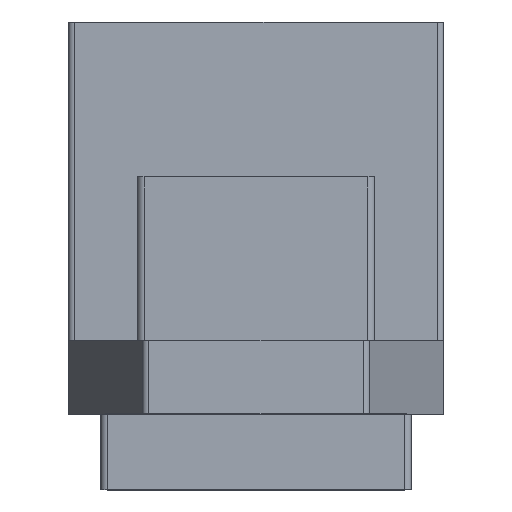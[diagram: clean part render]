
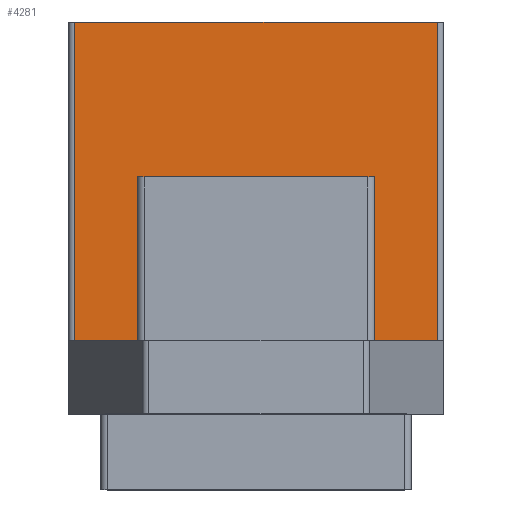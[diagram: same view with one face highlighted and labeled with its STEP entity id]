
A CAD part, top view. The second image highlights one B-rep face of the part: STEP entity #4281.
In plain terms, the highlighted planar face has unit normal (0, 0, 1).
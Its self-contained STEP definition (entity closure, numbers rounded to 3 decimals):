
#387=FACE_OUTER_BOUND('',#649,.T.);
#649=EDGE_LOOP('',(#3279,#3280,#3281,#3282,#3283,#3284,#3285,#3286));
#883=LINE('',#6169,#1346);
#919=LINE('',#6307,#1382);
#928=LINE('',#6334,#1391);
#932=LINE('',#6346,#1395);
#996=LINE('',#6500,#1459);
#998=LINE('',#6503,#1461);
#999=LINE('',#6504,#1462);
#1000=LINE('',#6505,#1463);
#1346=VECTOR('',#4998,11.1);
#1382=VECTOR('',#5124,7.248);
#1391=VECTOR('',#5147,1.926);
#1395=VECTOR('',#5155,1.926);
#1459=VECTOR('',#5289,9.753);
#1461=VECTOR('',#5293,9.753);
#1462=VECTOR('',#5294,5.);
#1463=VECTOR('',#5295,5.);
#1830=VERTEX_POINT('',#6166);
#1831=VERTEX_POINT('',#6168);
#1875=VERTEX_POINT('',#6304);
#1876=VERTEX_POINT('',#6306);
#1886=VERTEX_POINT('',#6331);
#1887=VERTEX_POINT('',#6333);
#1892=VERTEX_POINT('',#6343);
#1893=VERTEX_POINT('',#6345);
#2289=EDGE_CURVE('',#1830,#1831,#883,.T.);
#2349=EDGE_CURVE('',#1876,#1875,#919,.T.);
#2362=EDGE_CURVE('',#1886,#1887,#928,.T.);
#2368=EDGE_CURVE('',#1893,#1892,#932,.T.);
#2448=EDGE_CURVE('',#1831,#1886,#996,.T.);
#2450=EDGE_CURVE('',#1893,#1830,#998,.T.);
#2451=EDGE_CURVE('',#1876,#1892,#999,.T.);
#2452=EDGE_CURVE('',#1875,#1887,#1000,.T.);
#3279=ORIENTED_EDGE('',*,*,#2448,.F.);
#3280=ORIENTED_EDGE('',*,*,#2289,.F.);
#3281=ORIENTED_EDGE('',*,*,#2450,.F.);
#3282=ORIENTED_EDGE('',*,*,#2368,.T.);
#3283=ORIENTED_EDGE('',*,*,#2451,.F.);
#3284=ORIENTED_EDGE('',*,*,#2349,.T.);
#3285=ORIENTED_EDGE('',*,*,#2452,.T.);
#3286=ORIENTED_EDGE('',*,*,#2362,.F.);
#4064=PLANE('',#4617);
#4281=ADVANCED_FACE('',(#387),#4064,.F.);
#4617=AXIS2_PLACEMENT_3D('',#6502,#5291,#5292);
#4998=DIRECTION('',(1.,0.,0.));
#5124=DIRECTION('',(1.,0.,0.));
#5147=DIRECTION('',(-1.,0.,0.));
#5155=DIRECTION('',(1.,0.,0.));
#5289=DIRECTION('',(0.,-1.,0.));
#5291=DIRECTION('center_axis',(0.,0.,-1.));
#5292=DIRECTION('ref_axis',(0.,-1.,0.));
#5293=DIRECTION('',(0.,1.,0.));
#5294=DIRECTION('',(0.,-1.,0.));
#5295=DIRECTION('',(0.,-1.,0.));
#6166=CARTESIAN_POINT('',(-5.55,7.15,11.9));
#6168=CARTESIAN_POINT('',(5.55,7.15,11.9));
#6169=CARTESIAN_POINT('',(0.,7.15,11.9));
#6304=CARTESIAN_POINT('',(3.624,2.397,11.9));
#6306=CARTESIAN_POINT('',(-3.624,2.397,11.9));
#6307=CARTESIAN_POINT('',(-5.75,2.397,11.9));
#6331=CARTESIAN_POINT('',(5.55,-2.603,11.9));
#6333=CARTESIAN_POINT('',(3.624,-2.603,11.9));
#6334=CARTESIAN_POINT('',(3.624,-2.603,11.9));
#6343=CARTESIAN_POINT('',(-3.624,-2.603,11.9));
#6345=CARTESIAN_POINT('',(-5.55,-2.603,11.9));
#6346=CARTESIAN_POINT('',(-3.624,-2.603,11.9));
#6500=CARTESIAN_POINT('',(5.55,0.,11.9));
#6502=CARTESIAN_POINT('Origin',(-5.75,7.15,11.9));
#6503=CARTESIAN_POINT('',(-5.55,7.15,11.9));
#6504=CARTESIAN_POINT('',(-3.624,2.397,11.9));
#6505=CARTESIAN_POINT('',(3.624,2.397,11.9));
